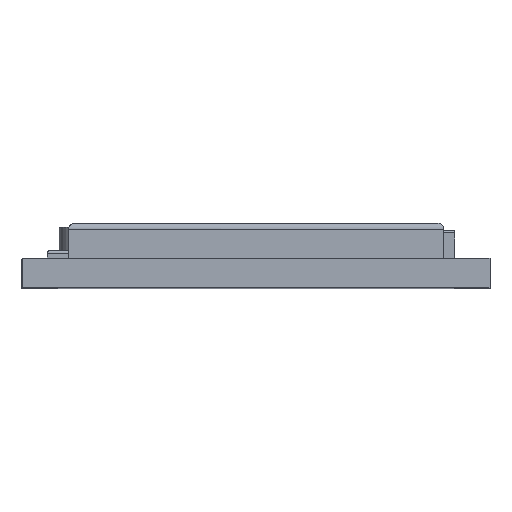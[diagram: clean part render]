
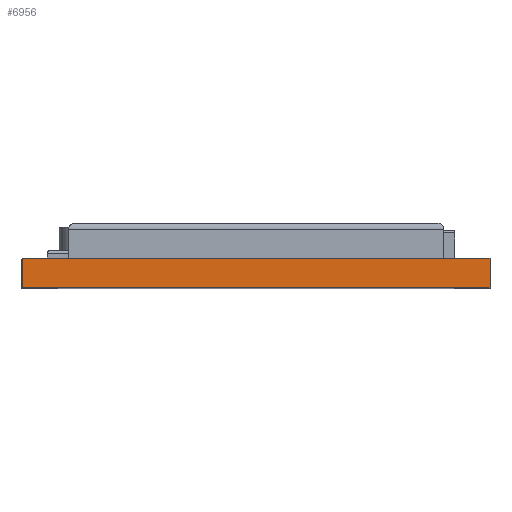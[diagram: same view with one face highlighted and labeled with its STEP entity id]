
A CAD part, top view. The second image highlights one B-rep face of the part: STEP entity #6956.
In plain terms, the highlighted planar face has unit normal (0, 0, 1).
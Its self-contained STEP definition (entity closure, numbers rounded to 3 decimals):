
#893 = DIRECTION ( 'NONE',  ( 0., -1., 0. ) ) ;
#1647 = VERTEX_POINT ( 'NONE', #10590 ) ;
#2060 = VECTOR ( 'NONE', #893, 1000. ) ;
#2146 = FACE_OUTER_BOUND ( 'NONE', #5968, .T. ) ;
#2178 = CARTESIAN_POINT ( 'NONE',  ( 8., 0., 10. ) ) ;
#2337 = VERTEX_POINT ( 'NONE', #10774 ) ;
#2375 = DIRECTION ( 'NONE',  ( 0., 0., -1. ) ) ;
#3154 = ORIENTED_EDGE ( 'NONE', *, *, #4368, .F. ) ;
#3236 = DIRECTION ( 'NONE',  ( -1., 0., 0. ) ) ;
#3616 = CARTESIAN_POINT ( 'NONE',  ( -8., 1., 10. ) ) ;
#3814 = LINE ( 'NONE', #8636, #2060 ) ;
#3933 = LINE ( 'NONE', #3616, #9552 ) ;
#4060 = VECTOR ( 'NONE', #8161, 1000. ) ;
#4368 = EDGE_CURVE ( 'NONE', #1647, #4692, #3933, .T. ) ;
#4579 = ORIENTED_EDGE ( 'NONE', *, *, #6560, .T. ) ;
#4587 = EDGE_CURVE ( 'NONE', #1647, #2337, #5005, .T. ) ;
#4631 = VERTEX_POINT ( 'NONE', #2178 ) ;
#4692 = VERTEX_POINT ( 'NONE', #9159 ) ;
#5005 = LINE ( 'NONE', #10855, #4060 ) ;
#5136 = DIRECTION ( 'NONE',  ( 1., 0., 0. ) ) ;
#5968 = EDGE_LOOP ( 'NONE', ( #4579, #8107, #3154, #8418 ) ) ;
#6560 = EDGE_CURVE ( 'NONE', #2337, #4631, #9534, .T. ) ;
#6647 = PLANE ( 'NONE',  #8850 ) ;
#6956 = ADVANCED_FACE ( 'NONE', ( #2146 ), #6647, .F. ) ;
#7761 = CARTESIAN_POINT ( 'NONE',  ( -8., 0., 10. ) ) ;
#8107 = ORIENTED_EDGE ( 'NONE', *, *, #8222, .F. ) ;
#8161 = DIRECTION ( 'NONE',  ( 0., -1., 0. ) ) ;
#8222 = EDGE_CURVE ( 'NONE', #4692, #4631, #3814, .T. ) ;
#8345 = VECTOR ( 'NONE', #5136, 1000. ) ;
#8418 = ORIENTED_EDGE ( 'NONE', *, *, #4587, .T. ) ;
#8636 = CARTESIAN_POINT ( 'NONE',  ( 8., 1., 10. ) ) ;
#8850 = AXIS2_PLACEMENT_3D ( 'NONE', #10164, #2375, #3236 ) ;
#9159 = CARTESIAN_POINT ( 'NONE',  ( 8., 1., 10. ) ) ;
#9354 = DIRECTION ( 'NONE',  ( 1., 0., 0. ) ) ;
#9534 = LINE ( 'NONE', #7761, #8345 ) ;
#9552 = VECTOR ( 'NONE', #9354, 1000. ) ;
#10164 = CARTESIAN_POINT ( 'NONE',  ( -8., 1., 10. ) ) ;
#10590 = CARTESIAN_POINT ( 'NONE',  ( -8., 1., 10. ) ) ;
#10774 = CARTESIAN_POINT ( 'NONE',  ( -8., 0., 10. ) ) ;
#10855 = CARTESIAN_POINT ( 'NONE',  ( -8., 1., 10. ) ) ;
